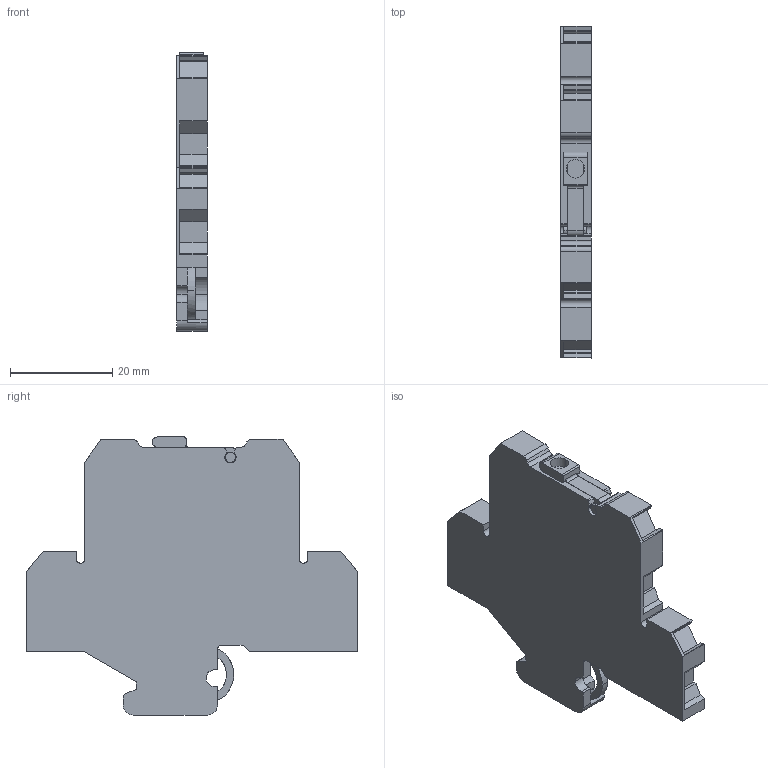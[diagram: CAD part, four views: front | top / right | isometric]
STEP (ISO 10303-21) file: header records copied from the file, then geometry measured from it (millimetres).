
FILE_DESCRIPTION(('CATIA V5R22 STEP214','CAx-IF Rec.Pracs.--- Model Styling and Organization---1.4--- 2014-01-23'),'2;1');
FILE_NAME ('D1446109_1', '2021-03-23T13:25:55+00:00', ('Weidmueller Interface'), ('Weidmueller'), 'CATIA Version 5-6 Release 2016 SP3 HF44', 'CATIA V5 STEP AP214', 'none');
FILE_SCHEMA(('AUTOMOTIVE_DESIGN { 1 0 10303 214 1 1 1 1 }'));
Length unit declared in the file: millimetre
Products named in the file (1): 0687360000
Bounding box: 6 x 65 x 54.47 mm (x, y, z)
Volume: 13376.9 mm3; surface area: 6660.7 mm2
Topology: 1 solids, 2 shells, 203 faces, 595 edges, 392 vertices
Faces by surface type: plane 140, cylinder 63
Entity records: 7131 total; most frequent: CARTESIAN_POINT 1585, ORIENTED_EDGE 1186, DIRECTION 953, EDGE_CURVE 593, VECTOR 448, LINE 448, VERTEX_POINT 391, AXIS2_PLACEMENT_3D 303
